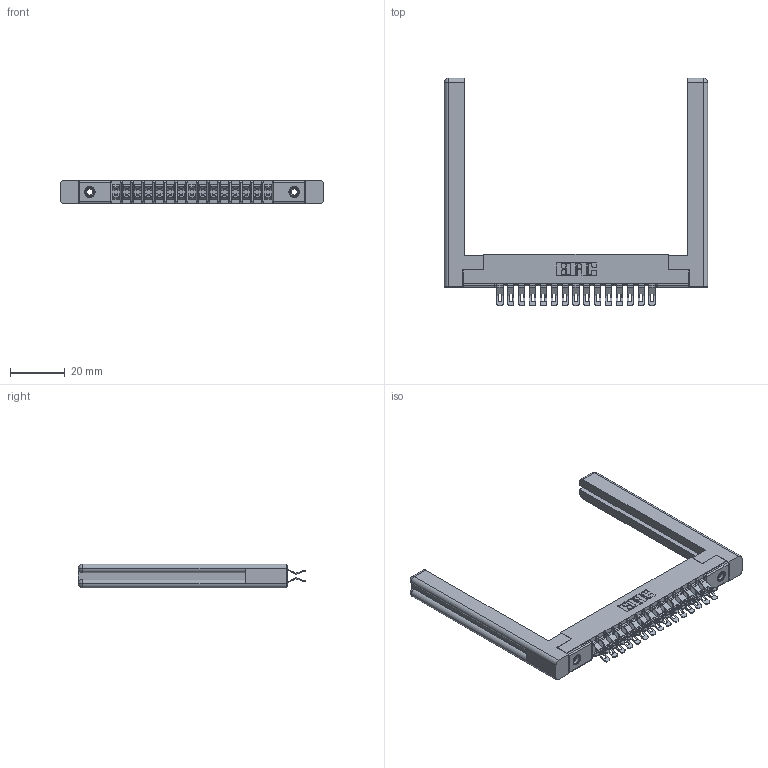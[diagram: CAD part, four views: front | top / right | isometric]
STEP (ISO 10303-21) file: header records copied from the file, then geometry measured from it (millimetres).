
FILE_DESCRIPTION (( 'STEP AP203' ), '1' );
FILE_NAME ('307-030-555-258.STEP', '2019-09-06T00:51:30', ( '' ), ( '' ), 'SwSTEP 2.0', 'SolidWorks 2016', '' );
FILE_SCHEMA (( 'CONFIG_CONTROL_DESIGN' ));
Length unit declared in the file: inch
Products named in the file (5): 307-220-058; 307-030-555-258; 307 Part_.156 Dia Mounting Holes; 307-290-001_555; 345-250-001_345-250-001-102
Assembly tree (35 placements, depth 2):
  307-030-555-258
    307 Part_.156 Dia Mounting Holes
    307-290-001_555  x30
    307-220-058  x2
    345-250-001_345-250-001-102  x2
Bounding box: 96.06 x 83.06 x 8.71 mm (x, y, z)
Volume: 14060.3 mm3; surface area: 16475.6 mm2
Topology: 35 solids, 35 shells, 2106 faces, 6107 edges, 3974 vertices
Faces by surface type: plane 1174, cylinder 876, sphere 32, torus 12, cone 12
Entity records: 19838 total; most frequent: CARTESIAN_POINT 3278, ORIENTED_EDGE 3190, DIRECTION 3187, EDGE_CURVE 1595, VECTOR 1197, LINE 1197, VERTEX_POINT 1032, AXIS2_PLACEMENT_3D 995
